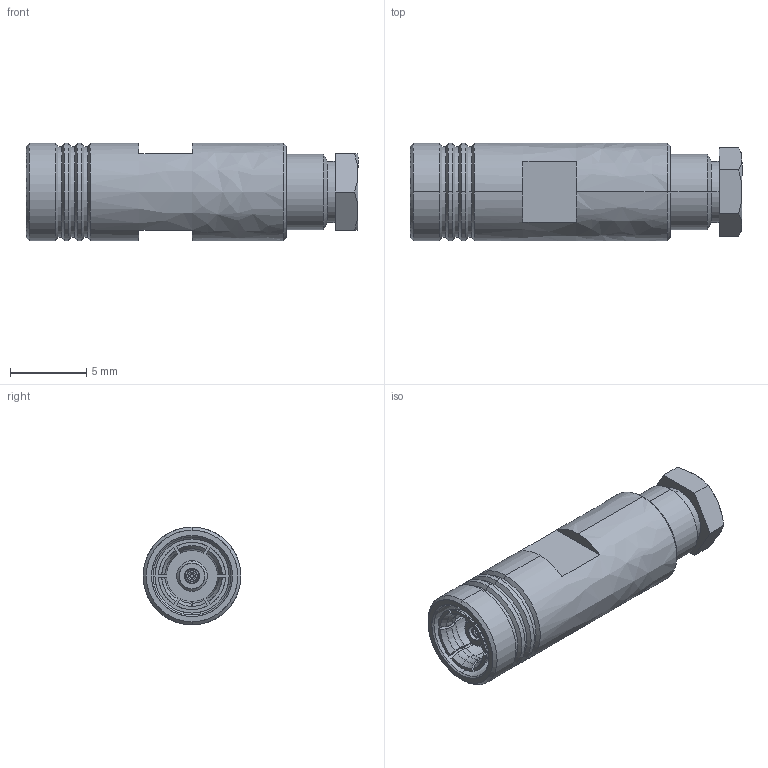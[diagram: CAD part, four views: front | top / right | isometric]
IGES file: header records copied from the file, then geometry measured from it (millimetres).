
Start section: SolidWorks IGES file using analytic representation for surfaces
Global section: file name: R114.003.000K.IGS; native system: SolidWorks 2011; preprocessor: SolidWorks 2011; author: han_j; date: 120511.135743; units: millimetre
Bounding box: 21.75 x 6.4 x 6.4 mm (x, y, z)
Surface area: 687.5 mm2 (no closed solid volume)
Topology: 0 solids, 0 shells, 182 faces, 1419 edges, 1419 vertices
Faces by surface type: revolution 119, bspline 63
